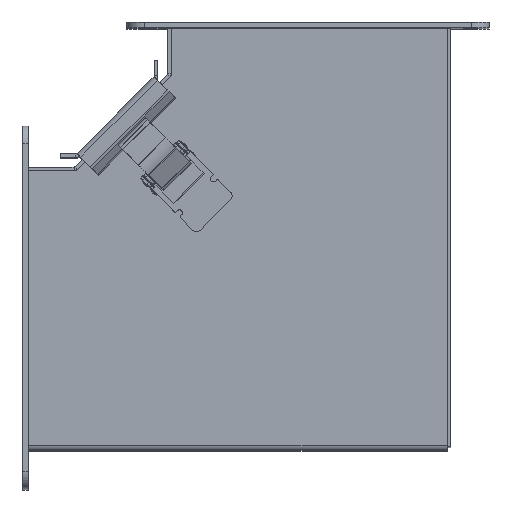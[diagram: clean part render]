
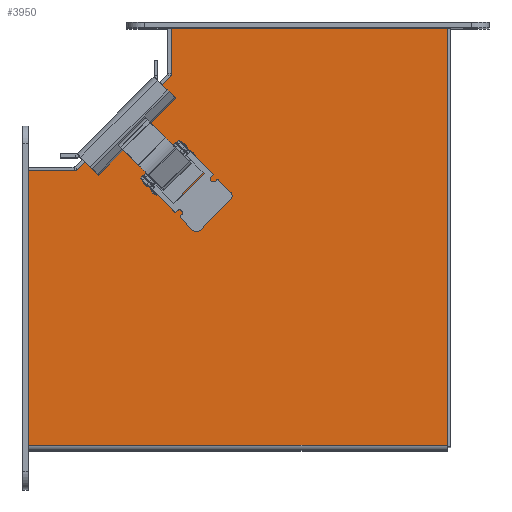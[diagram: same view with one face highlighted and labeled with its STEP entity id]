
A CAD part, top view. The second image highlights one B-rep face of the part: STEP entity #3950.
In plain terms, the highlighted face is planar.
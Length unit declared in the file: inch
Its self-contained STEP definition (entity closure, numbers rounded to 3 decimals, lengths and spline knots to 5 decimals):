
#174=PLANE('',#4198);
#330=FACE_OUTER_BOUND('',#563,.T.);
#563=EDGE_LOOP('',(#2699,#2700,#2701,#2702,#2703,#2704,#2705));
#991=LINE('',#5793,#1378);
#1006=LINE('',#5829,#1393);
#1009=LINE('',#5835,#1396);
#1010=LINE('',#5837,#1397);
#1011=LINE('',#5839,#1398);
#1012=LINE('',#5841,#1399);
#1013=LINE('',#5842,#1400);
#1378=VECTOR('',#4595,8.801);
#1393=VECTOR('',#4634,5.76975);
#1396=VECTOR('',#4639,8.76975);
#1397=VECTOR('',#4640,5.801);
#1398=VECTOR('',#4641,1.);
#1399=VECTOR('',#4642,2.82843);
#1400=VECTOR('',#4643,1.);
#1766=VERTEX_POINT('',#5790);
#1767=VERTEX_POINT('',#5792);
#1776=VERTEX_POINT('',#5828);
#1778=VERTEX_POINT('',#5834);
#1779=VERTEX_POINT('',#5836);
#1780=VERTEX_POINT('',#5838);
#1781=VERTEX_POINT('',#5840);
#2118=EDGE_CURVE('',#1767,#1766,#991,.T.);
#2136=EDGE_CURVE('',#1776,#1767,#1006,.T.);
#2139=EDGE_CURVE('',#1766,#1778,#1009,.T.);
#2140=EDGE_CURVE('',#1778,#1779,#1010,.T.);
#2141=EDGE_CURVE('',#1779,#1780,#1011,.T.);
#2142=EDGE_CURVE('',#1780,#1781,#1012,.T.);
#2143=EDGE_CURVE('',#1781,#1776,#1013,.T.);
#2699=ORIENTED_EDGE('',*,*,#2118,.T.);
#2700=ORIENTED_EDGE('',*,*,#2139,.T.);
#2701=ORIENTED_EDGE('',*,*,#2140,.T.);
#2702=ORIENTED_EDGE('',*,*,#2141,.T.);
#2703=ORIENTED_EDGE('',*,*,#2142,.T.);
#2704=ORIENTED_EDGE('',*,*,#2143,.T.);
#2705=ORIENTED_EDGE('',*,*,#2136,.T.);
#3950=ADVANCED_FACE('',(#330),#174,.F.);
#4198=AXIS2_PLACEMENT_3D('',#5833,#4637,#4638);
#4595=DIRECTION('',(0.,1.,0.));
#4634=DIRECTION('',(-1.,0.,0.));
#4637=DIRECTION('center_axis',(0.,0.,1.));
#4638=DIRECTION('ref_axis',(1.,0.,0.));
#4639=DIRECTION('',(1.,0.,0.));
#4640=DIRECTION('',(0.,-1.,0.));
#4641=DIRECTION('',(-1.,0.,0.));
#4642=DIRECTION('',(-0.707,-0.707,0.));
#4643=DIRECTION('',(0.,-1.,0.));
#5790=CARTESIAN_POINT('',(-4.8487,4.51316,0.));
#5792=CARTESIAN_POINT('',(-4.8487,-4.28784,0.));
#5793=CARTESIAN_POINT('',(-4.8487,-1.94405,0.));
#5828=CARTESIAN_POINT('',(0.92105,-4.28784,0.));
#5829=CARTESIAN_POINT('',(0.92105,-4.28784,0.));
#5833=CARTESIAN_POINT('Origin',(-0.80479,0.39973,0.));
#5834=CARTESIAN_POINT('',(3.92105,4.51316,0.));
#5835=CARTESIAN_POINT('',(-4.95395,4.51316,0.));
#5836=CARTESIAN_POINT('',(3.92105,-1.28784,0.));
#5837=CARTESIAN_POINT('',(3.92105,4.51316,0.));
#5838=CARTESIAN_POINT('',(2.92105,-1.28784,0.));
#5839=CARTESIAN_POINT('',(3.92105,-1.28784,0.));
#5840=CARTESIAN_POINT('',(0.92105,-3.28784,0.));
#5841=CARTESIAN_POINT('',(2.92105,-1.28784,0.));
#5842=CARTESIAN_POINT('',(0.92105,-3.28784,0.));
